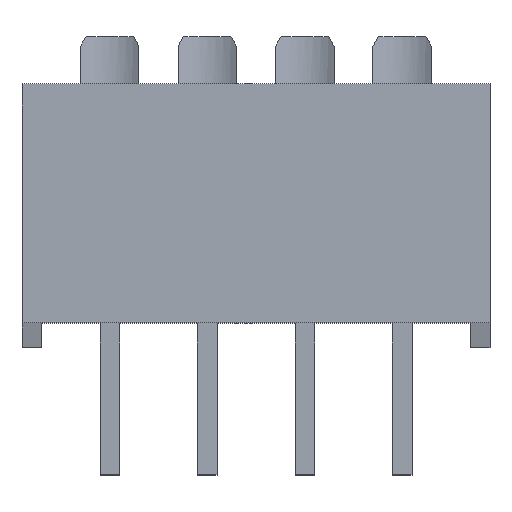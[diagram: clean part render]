
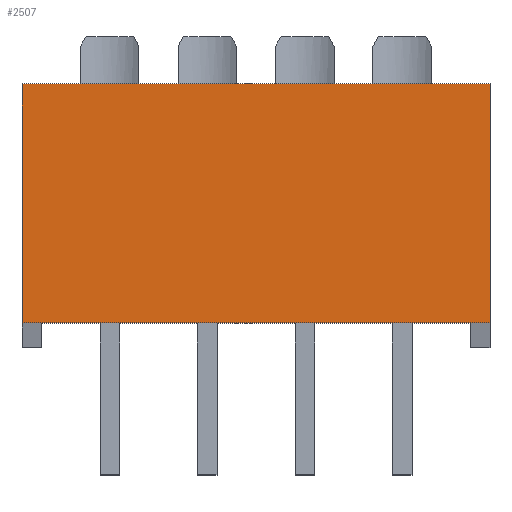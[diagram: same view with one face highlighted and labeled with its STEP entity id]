
A CAD part, top view. The second image highlights one B-rep face of the part: STEP entity #2507.
In plain terms, the highlighted planar face has unit normal (0, 0, 1).
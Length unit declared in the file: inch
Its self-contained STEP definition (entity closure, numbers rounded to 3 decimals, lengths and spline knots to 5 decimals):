
#85=DIRECTION('',(1.,0.,0.));
#86=VECTOR('',#85,0.48);
#87=CARTESIAN_POINT('',(0.,0.,0.));
#88=LINE('',#87,#86);
#521=DIRECTION('',(0.,1.,0.));
#522=VECTOR('',#521,0.245);
#523=CARTESIAN_POINT('',(0.48,0.,0.));
#524=LINE('',#523,#522);
#577=DIRECTION('',(0.,1.,0.));
#578=VECTOR('',#577,0.245);
#579=CARTESIAN_POINT('',(0.,0.,0.));
#580=LINE('',#579,#578);
#629=DIRECTION('',(1.,0.,0.));
#630=VECTOR('',#629,0.48);
#631=CARTESIAN_POINT('',(0.,0.245,0.));
#632=LINE('',#631,#630);
#1265=CARTESIAN_POINT('',(0.,0.,0.));
#1266=CARTESIAN_POINT('',(0.48,0.,0.));
#1267=VERTEX_POINT('',#1265);
#1268=VERTEX_POINT('',#1266);
#1273=CARTESIAN_POINT('',(0.,0.245,0.));
#1274=CARTESIAN_POINT('',(0.48,0.245,0.));
#1275=VERTEX_POINT('',#1273);
#1276=VERTEX_POINT('',#1274);
#2495=CARTESIAN_POINT('',(0.,0.,0.));
#2496=DIRECTION('',(0.,0.,1.));
#2497=DIRECTION('',(1.,0.,0.));
#2498=AXIS2_PLACEMENT_3D('',#2495,#2496,#2497);
#2499=PLANE('',#2498);
#2500=ORIENTED_EDGE('',*,*,#1676,.F.);
#2501=ORIENTED_EDGE('',*,*,#2298,.T.);
#2503=ORIENTED_EDGE('',*,*,#2502,.T.);
#2504=ORIENTED_EDGE('',*,*,#2374,.F.);
#2505=EDGE_LOOP('',(#2500,#2501,#2503,#2504));
#2506=FACE_OUTER_BOUND('',#2505,.F.);
#2507=ADVANCED_FACE('',(#2506),#2499,.T.);
#1676=EDGE_CURVE('',#1267,#1268,#88,.T.);
#2298=EDGE_CURVE('',#1267,#1275,#580,.T.);
#2374=EDGE_CURVE('',#1268,#1276,#524,.T.);
#2502=EDGE_CURVE('',#1275,#1276,#632,.T.);
